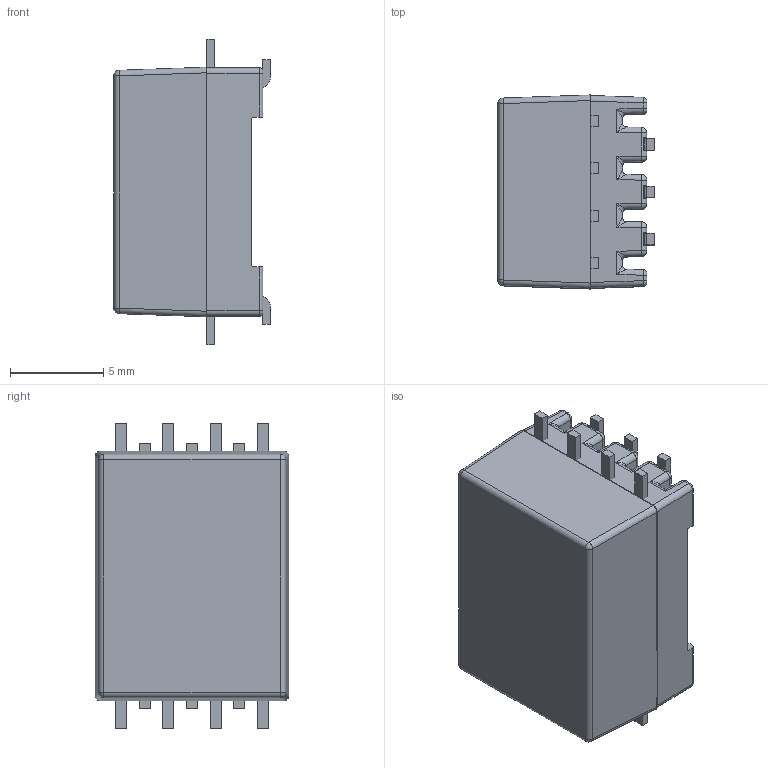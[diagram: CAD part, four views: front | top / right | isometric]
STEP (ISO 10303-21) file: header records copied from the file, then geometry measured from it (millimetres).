
FILE_DESCRIPTION(/* description */ (''),/* implementation_level */ '2;1');
FILE_NAME(/* name */ 'SM91536AL CASE (I101006017) Rev X2.stp',/* time_stamp */ '2022-07-21T10:52:28+08:00',/* author */ ('mag-pde'),/* organization */ (''),/* preprocessor_version */ 'ST-DEVELOPER v16.5',/* originating_system */ 'Autodesk Inventor 2017',/* authorisation */ '');
FILE_SCHEMA (('AUTOMOTIVE_DESIGN { 1 0 10303 214 3 1 1 }'));
Length unit declared in the file: millimetre
Products named in the file (3): SM91536AL CASE (I101006017) Rev X2; SM91536AL DAP Rev.X2; PIN Rev.X2
Assembly tree (3 placements, depth 2):
  SM91536AL CASE (I101006017) Rev X2
    SM91536AL DAP Rev.X2
    PIN Rev.X2  x2
Bounding box: 8.4 x 10.4 x 16.4 mm (x, y, z)
Volume: 597.7 mm3; surface area: 965.9 mm2
Topology: 7 solids, 7 shells, 491 faces, 1224 edges, 696 vertices
Faces by surface type: plane 203, cylinder 182, bspline 74, sphere 32
Entity records: 13364 total; most frequent: CARTESIAN_POINT 3305, DIRECTION 2070, ORIENTED_EDGE 2000, EDGE_CURVE 1000, AXIS2_PLACEMENT_3D 745, VERTEX_POINT 584, LINE 580, VECTOR 580
